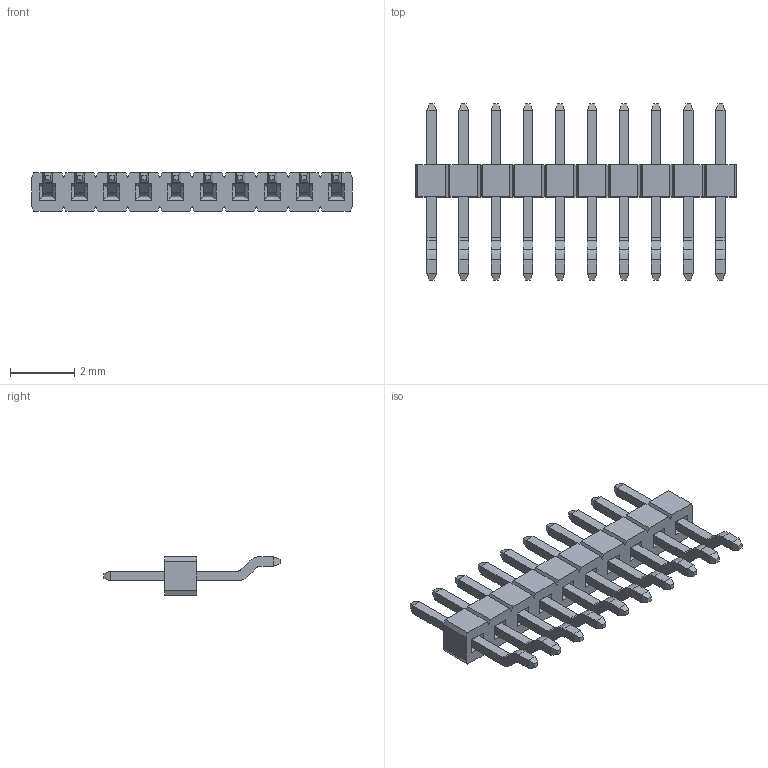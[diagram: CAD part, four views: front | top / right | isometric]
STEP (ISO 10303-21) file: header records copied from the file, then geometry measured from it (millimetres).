
FILE_DESCRIPTION( ('This file contains a STEP AP42 implementation' ,'as created by ZW3D STEP Interface translator.') ,'2;1' );
FILE_NAME( '1510-11XXXXZXXXXXXX.stp' ,'23 313.204853', (''), ('ZWCAD Software Co.'), 'Version 1.0', 'ZW3D to STEP translator', '' );
FILE_SCHEMA(('AUTOMOTIVE_DESIGN { 1 0 10303 214 1 1 1 1 }'));
Length unit declared in the file: millimetre
Products named in the file (2): 0; 1510-1110XXZ055XXXX
Bounding box: 10 x 5.49 x 1.2 mm (x, y, z)
Volume: 15.8 mm3; surface area: 126.2 mm2
Topology: 11 solids, 11 shells, 364 faces, 906 edges, 564 vertices
Faces by surface type: plane 324, cylinder 40
Entity records: 10931 total; most frequent: CARTESIAN_POINT 1835, ORIENTED_EDGE 1812, DIRECTION 1716, EDGE_CURVE 906, VECTOR 826, LINE 826, VERTEX_POINT 564, AXIS2_PLACEMENT_3D 445
